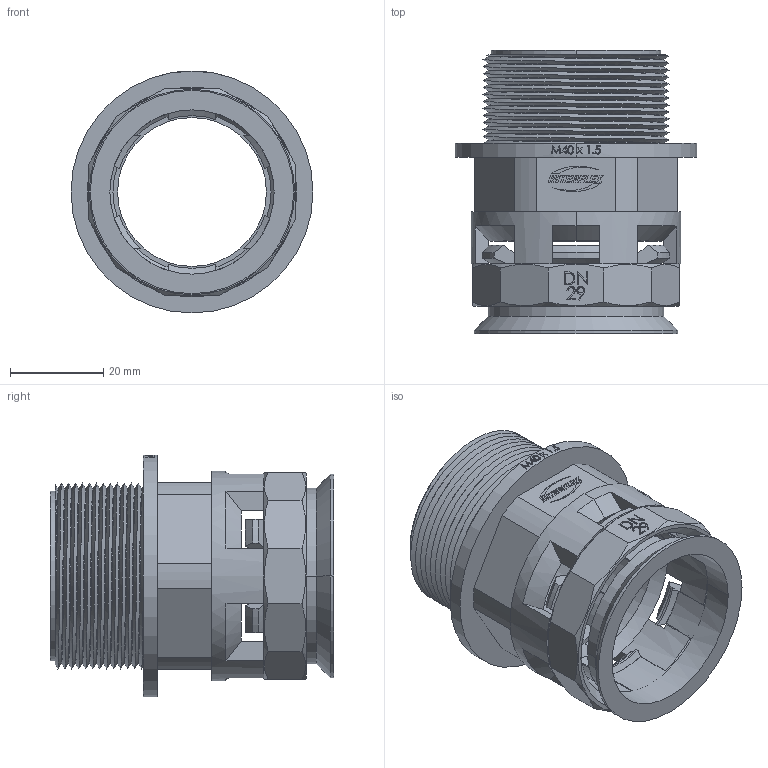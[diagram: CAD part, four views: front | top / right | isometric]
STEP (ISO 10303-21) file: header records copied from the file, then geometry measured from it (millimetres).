
FILE_DESCRIPTION (( 'STEP AP203' ), '1' );
FILE_NAME ('(MIR-29M40-)_I3040_0001_10_0.STEP', '2010-07-16T06:51:43', ( 'Llorenç' ), ( '' ), 'SwSTEP 2.0', 'SolidWorks 2007', '' );
FILE_SCHEMA (( 'CONFIG_CONTROL_DESIGN' ));
Length unit declared in the file: millimetre
Products named in the file (3): (MIR-29M40-)_I3040_0001_10_0; I3041_0001_00_0_MIR-29M40; I3041_0000_00_0_Corona per DN29
Assembly tree (2 placements, depth 2):
  (MIR-29M40-)_I3040_0001_10_0
    I3041_0001_00_0_MIR-29M40
    I3041_0000_00_0_Corona per DN29
Bounding box: 52 x 60.89 x 52 mm (x, y, z)
Volume: 28592 mm3; surface area: 22772.6 mm2
Topology: 3 solids, 3 shells, 399 faces, 1091 edges, 716 vertices
Faces by surface type: plane 226, bspline 73, cylinder 59, cone 41
Entity records: 19352 total; most frequent: CARTESIAN_POINT 9512, ORIENTED_EDGE 2182, DIRECTION 1670, EDGE_CURVE 1091, VERTEX_POINT 716, LINE 588, VECTOR 588, AXIS2_PLACEMENT_3D 541
